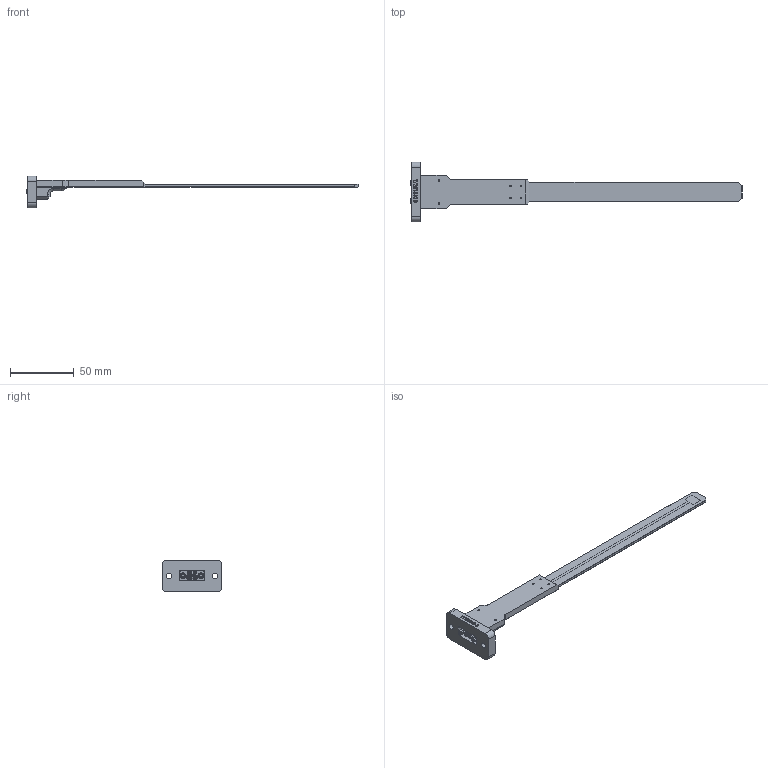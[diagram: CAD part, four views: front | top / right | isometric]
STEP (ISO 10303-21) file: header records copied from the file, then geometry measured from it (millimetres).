
FILE_DESCRIPTION (( 'STEP AP214' ), '1' );
FILE_NAME ('11209190 A.STEP', '2021-04-29T13:08:22', ( '' ), ( '' ), 'SwSTEP 2.0', 'SolidWorks 2018', '' );
FILE_SCHEMA (( 'AUTOMOTIVE_DESIGN' ));
Length unit declared in the file: inch
Products named in the file (1): 11209190  A
Bounding box: 260.4 x 47 x 24.8 mm (x, y, z)
Volume: 21609 mm3; surface area: 34806.3 mm2
Topology: 12 solids, 12 shells, 1196 faces, 3345 edges, 2230 vertices
Faces by surface type: plane 547, cylinder 428, cone 130, bspline 83, torus 6, sphere 2
Entity records: 72367 total; most frequent: CARTESIAN_POINT 28476, ORIENTED_EDGE 6662, DIRECTION 4740, EDGE_CURVE 3331, VERTEX_POINT 2230, VECTOR 1764, LINE 1764, AXIS2_PLACEMENT_3D 1488
